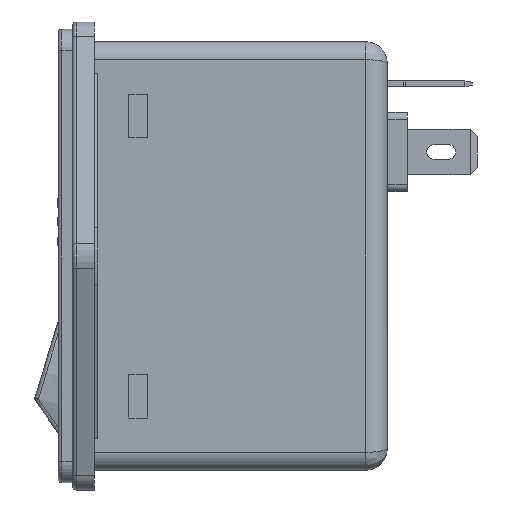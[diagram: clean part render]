
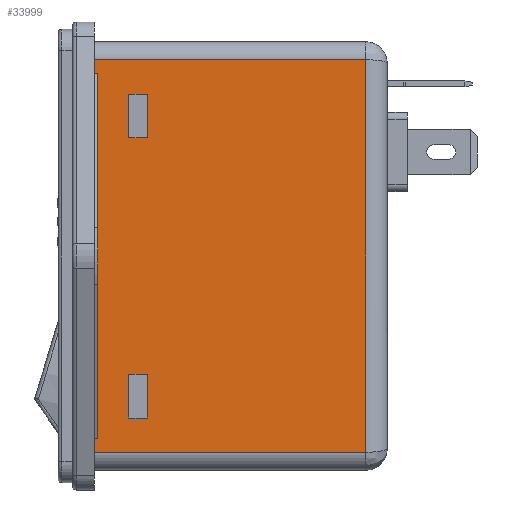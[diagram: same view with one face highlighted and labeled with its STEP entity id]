
A CAD part, left-side view. The second image highlights one B-rep face of the part: STEP entity #33999.
In plain terms, the highlighted planar face has unit normal (-1, 0, 0).
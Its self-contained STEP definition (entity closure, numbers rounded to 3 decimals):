
#31 = VERTEX_POINT ( 'NONE', #9698 ) ;
#40 = ORIENTED_EDGE ( 'NONE', *, *, #89, .T. ) ;
#46 = VERTEX_POINT ( 'NONE', #9754 ) ;
#56 = VERTEX_POINT ( 'NONE', #9748 ) ;
#89 = EDGE_CURVE ( 'NONE', #46, #31, #9793, .T. ) ;
#9698 = CARTESIAN_POINT ( 'NONE',  ( -14.35, -7.4, -16.4 ) ) ;
#9748 = CARTESIAN_POINT ( 'NONE',  ( -14.35, -4.8, -22.5 ) ) ;
#9754 = CARTESIAN_POINT ( 'NONE',  ( -14.35, -4.8, -16.4 ) ) ;
#9785 = DIRECTION ( 'NONE',  ( 0., -1., 0. ) ) ;
#9786 = VECTOR ( 'NONE', #9785, 1000. ) ;
#9787 = CARTESIAN_POINT ( 'NONE',  ( -14.35, -4.8, -16.4 ) ) ;
#9793 = LINE ( 'NONE', #9787, #9786 ) ;
#10805 = EDGE_LOOP ( 'NONE', ( #33970, #33977, #33984, #33988, #34001, #34008, #34013, #34019 ) ) ;
#10808 = ORIENTED_EDGE ( 'NONE', *, *, #33968, .T. ) ;
#10811 = VERTEX_POINT ( 'NONE', #26712 ) ;
#10814 = EDGE_CURVE ( 'NONE', #31, #10811, #26711, .T. ) ;
#10815 = ORIENTED_EDGE ( 'NONE', *, *, #10814, .T. ) ;
#26708 = DIRECTION ( 'NONE',  ( 0., 0., -1. ) ) ;
#26709 = VECTOR ( 'NONE', #26708, 1000. ) ;
#26710 = CARTESIAN_POINT ( 'NONE',  ( -14.35, -7.4, -16.4 ) ) ;
#26711 = LINE ( 'NONE', #26710, #26709 ) ;
#26712 = CARTESIAN_POINT ( 'NONE',  ( -14.35, -7.4, -22.5 ) ) ;
#26945 = DIRECTION ( 'NONE',  ( 0., 0., 1. ) ) ;
#26946 = VECTOR ( 'NONE', #26945, 1000. ) ;
#26947 = CARTESIAN_POINT ( 'NONE',  ( -14.35, -4.8, -16.4 ) ) ;
#26948 = LINE ( 'NONE', #26947, #26946 ) ;
#27435 = DIRECTION ( 'NONE',  ( 0., 1., 0. ) ) ;
#27436 = VECTOR ( 'NONE', #27435, 1000. ) ;
#27437 = CARTESIAN_POINT ( 'NONE',  ( -14.35, -0.5, -25.4 ) ) ;
#27438 = LINE ( 'NONE', #27437, #27436 ) ;
#27443 = DIRECTION ( 'NONE',  ( 0., 1., 0. ) ) ;
#27444 = VECTOR ( 'NONE', #27443, 1000. ) ;
#27445 = CARTESIAN_POINT ( 'NONE',  ( -14.35, -4.8, -22.5 ) ) ;
#27446 = LINE ( 'NONE', #27445, #27444 ) ;
#27464 = CARTESIAN_POINT ( 'NONE',  ( -14.35, -37.7, 27.25 ) ) ;
#27469 = DIRECTION ( 'NONE',  ( 0., 0., 1. ) ) ;
#27470 = VECTOR ( 'NONE', #27469, 1000. ) ;
#27471 = CARTESIAN_POINT ( 'NONE',  ( -14.35, -37.7, 29.75 ) ) ;
#27472 = LINE ( 'NONE', #27471, #27470 ) ;
#27474 = CARTESIAN_POINT ( 'NONE',  ( -14.35, -37.7, -27.25 ) ) ;
#27475 = DIRECTION ( 'NONE',  ( 0., -1., 0. ) ) ;
#27476 = VECTOR ( 'NONE', #27475, 1000. ) ;
#27477 = CARTESIAN_POINT ( 'NONE',  ( -14.35, -40.7, -27.25 ) ) ;
#27478 = LINE ( 'NONE', #27477, #27476 ) ;
#27481 = CARTESIAN_POINT ( 'NONE',  ( -14.35, 0., -27.25 ) ) ;
#27488 = DIRECTION ( 'NONE',  ( 0., 0., 1. ) ) ;
#27489 = VECTOR ( 'NONE', #27488, 1000. ) ;
#27490 = CARTESIAN_POINT ( 'NONE',  ( -14.35, 0., -29.75 ) ) ;
#27491 = LINE ( 'NONE', #27490, #27489 ) ;
#27492 = CARTESIAN_POINT ( 'NONE',  ( -14.35, 0., -25.4 ) ) ;
#27493 = CARTESIAN_POINT ( 'NONE',  ( -14.35, -0.5, -25.4 ) ) ;
#27499 = LINE ( 'NONE', #27563, #27562 ) ;
#27506 = CARTESIAN_POINT ( 'NONE',  ( -14.35, 0., 27.25 ) ) ;
#27507 = DIRECTION ( 'NONE',  ( 0., 1., 0. ) ) ;
#27508 = VECTOR ( 'NONE', #27507, 1000. ) ;
#27509 = CARTESIAN_POINT ( 'NONE',  ( -14.35, -40.7, 27.25 ) ) ;
#27510 = LINE ( 'NONE', #27509, #27508 ) ;
#27511 = DIRECTION ( 'NONE',  ( 0., 0., 1. ) ) ;
#27512 = DIRECTION ( 'NONE',  ( -1., 0., 0. ) ) ;
#27513 = CARTESIAN_POINT ( 'NONE',  ( -14.35, -40.7, -29.75 ) ) ;
#27514 = AXIS2_PLACEMENT_3D ( 'NONE', #27513, #27512, #27511 ) ;
#27515 = PLANE ( 'NONE',  #27514 ) ;
#27516 = FACE_BOUND ( 'NONE', #34022, .T. ) ;
#27517 = FACE_OUTER_BOUND ( 'NONE', #10805, .T. ) ;
#27518 = FACE_BOUND ( 'NONE', #37418, .T. ) ;
#27537 = CARTESIAN_POINT ( 'NONE',  ( -14.35, -4.8, 16.4 ) ) ;
#27538 = CARTESIAN_POINT ( 'NONE',  ( -14.35, -7.4, 16.4 ) ) ;
#27539 = DIRECTION ( 'NONE',  ( 0., 1., 0. ) ) ;
#27540 = VECTOR ( 'NONE', #27539, 1000. ) ;
#27541 = CARTESIAN_POINT ( 'NONE',  ( -14.35, -4.8, 16.4 ) ) ;
#27542 = LINE ( 'NONE', #27541, #27540 ) ;
#27543 = DIRECTION ( 'NONE',  ( 0., 0., -1. ) ) ;
#27544 = VECTOR ( 'NONE', #27543, 1000. ) ;
#27545 = CARTESIAN_POINT ( 'NONE',  ( -14.35, -0.5, 25.4 ) ) ;
#27546 = LINE ( 'NONE', #27545, #27544 ) ;
#27551 = CARTESIAN_POINT ( 'NONE',  ( -14.35, -0.5, 25.4 ) ) ;
#27552 = DIRECTION ( 'NONE',  ( 0., 1., 0. ) ) ;
#27553 = VECTOR ( 'NONE', #27552, 1000. ) ;
#27554 = CARTESIAN_POINT ( 'NONE',  ( -14.35, -0.5, 25.4 ) ) ;
#27555 = LINE ( 'NONE', #27554, #27553 ) ;
#27560 = CARTESIAN_POINT ( 'NONE',  ( -14.35, 0., 25.4 ) ) ;
#27561 = DIRECTION ( 'NONE',  ( 0., 0., 1. ) ) ;
#27562 = VECTOR ( 'NONE', #27561, 1000. ) ;
#27563 = CARTESIAN_POINT ( 'NONE',  ( -14.35, 0., -29.75 ) ) ;
#27596 = CARTESIAN_POINT ( 'NONE',  ( -14.35, -4.8, 22.5 ) ) ;
#27597 = DIRECTION ( 'NONE',  ( 0., 0., 1. ) ) ;
#27598 = VECTOR ( 'NONE', #27597, 1000. ) ;
#27599 = CARTESIAN_POINT ( 'NONE',  ( -14.35, -4.8, 16.4 ) ) ;
#27600 = LINE ( 'NONE', #27599, #27598 ) ;
#27638 = DIRECTION ( 'NONE',  ( 0., 0., -1. ) ) ;
#27639 = VECTOR ( 'NONE', #27638, 1000. ) ;
#27640 = CARTESIAN_POINT ( 'NONE',  ( -14.35, -7.4, 16.4 ) ) ;
#27641 = LINE ( 'NONE', #27640, #27639 ) ;
#27648 = CARTESIAN_POINT ( 'NONE',  ( -14.35, -7.4, 22.5 ) ) ;
#27649 = DIRECTION ( 'NONE',  ( 0., -1., 0. ) ) ;
#27650 = VECTOR ( 'NONE', #27649, 1000. ) ;
#27651 = CARTESIAN_POINT ( 'NONE',  ( -14.35, -4.8, 22.5 ) ) ;
#27652 = LINE ( 'NONE', #27651, #27650 ) ;
#33698 = EDGE_CURVE ( 'NONE', #56, #46, #26948, .T. ) ;
#33968 = EDGE_CURVE ( 'NONE', #10811, #56, #27446, .T. ) ;
#33970 = ORIENTED_EDGE ( 'NONE', *, *, #33972, .T. ) ;
#33972 = EDGE_CURVE ( 'NONE', #33974, #33976, #27438, .T. ) ;
#33974 = VERTEX_POINT ( 'NONE', #27493 ) ;
#33976 = VERTEX_POINT ( 'NONE', #27492 ) ;
#33977 = ORIENTED_EDGE ( 'NONE', *, *, #33979, .F. ) ;
#33979 = EDGE_CURVE ( 'NONE', #33981, #33976, #27491, .T. ) ;
#33981 = VERTEX_POINT ( 'NONE', #27481 ) ;
#33984 = ORIENTED_EDGE ( 'NONE', *, *, #33985, .T. ) ;
#33985 = EDGE_CURVE ( 'NONE', #33981, #33986, #27478, .T. ) ;
#33986 = VERTEX_POINT ( 'NONE', #27474 ) ;
#33988 = ORIENTED_EDGE ( 'NONE', *, *, #33990, .T. ) ;
#33990 = EDGE_CURVE ( 'NONE', #33986, #33992, #27472, .T. ) ;
#33992 = VERTEX_POINT ( 'NONE', #27464 ) ;
#33999 = ADVANCED_FACE ( 'NONE', ( #27518, #27517, #27516 ), #27515, .T. ) ;
#34001 = ORIENTED_EDGE ( 'NONE', *, *, #34002, .T. ) ;
#34002 = EDGE_CURVE ( 'NONE', #33992, #34004, #27510, .T. ) ;
#34004 = VERTEX_POINT ( 'NONE', #27506 ) ;
#34008 = ORIENTED_EDGE ( 'NONE', *, *, #34009, .F. ) ;
#34009 = EDGE_CURVE ( 'NONE', #34011, #34004, #27499, .T. ) ;
#34011 = VERTEX_POINT ( 'NONE', #27560 ) ;
#34013 = ORIENTED_EDGE ( 'NONE', *, *, #34015, .F. ) ;
#34015 = EDGE_CURVE ( 'NONE', #34016, #34011, #27555, .T. ) ;
#34016 = VERTEX_POINT ( 'NONE', #27551 ) ;
#34019 = ORIENTED_EDGE ( 'NONE', *, *, #34021, .T. ) ;
#34021 = EDGE_CURVE ( 'NONE', #34016, #33974, #27546, .T. ) ;
#34022 = EDGE_LOOP ( 'NONE', ( #34023, #34064, #34070, #34076 ) ) ;
#34023 = ORIENTED_EDGE ( 'NONE', *, *, #34024, .T. ) ;
#34024 = EDGE_CURVE ( 'NONE', #34025, #34026, #27542, .T. ) ;
#34025 = VERTEX_POINT ( 'NONE', #27538 ) ;
#34026 = VERTEX_POINT ( 'NONE', #27537 ) ;
#34064 = ORIENTED_EDGE ( 'NONE', *, *, #34067, .T. ) ;
#34067 = EDGE_CURVE ( 'NONE', #34026, #34068, #27600, .T. ) ;
#34068 = VERTEX_POINT ( 'NONE', #27596 ) ;
#34070 = ORIENTED_EDGE ( 'NONE', *, *, #34073, .T. ) ;
#34073 = EDGE_CURVE ( 'NONE', #34068, #34074, #27652, .T. ) ;
#34074 = VERTEX_POINT ( 'NONE', #27648 ) ;
#34076 = ORIENTED_EDGE ( 'NONE', *, *, #34079, .T. ) ;
#34079 = EDGE_CURVE ( 'NONE', #34074, #34025, #27641, .T. ) ;
#37395 = ORIENTED_EDGE ( 'NONE', *, *, #33698, .T. ) ;
#37418 = EDGE_LOOP ( 'NONE', ( #37395, #40, #10815, #10808 ) ) ;
